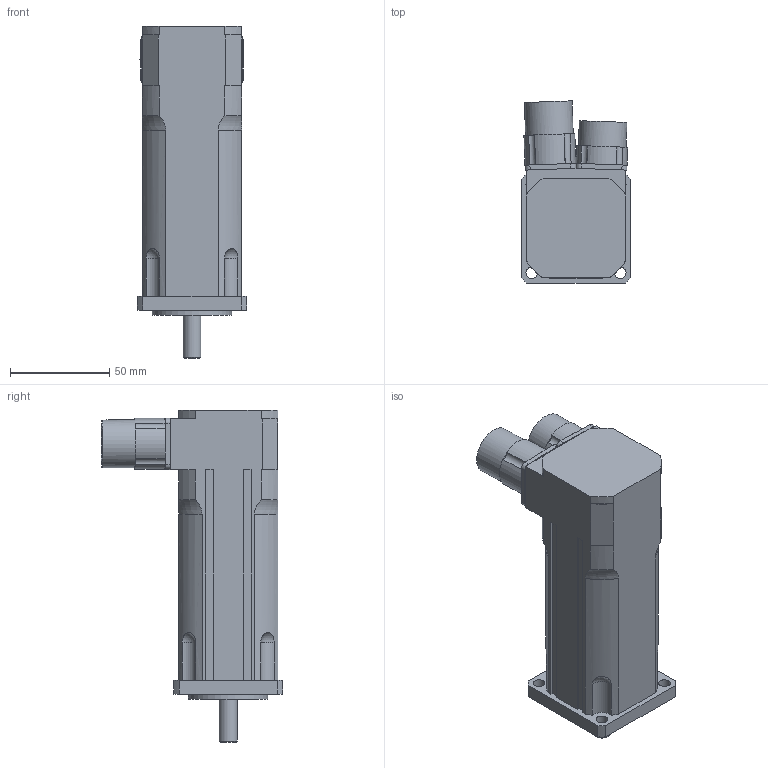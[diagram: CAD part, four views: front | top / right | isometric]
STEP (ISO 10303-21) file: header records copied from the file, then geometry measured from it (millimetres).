
FILE_DESCRIPTION((''),'2;1');
FILE_NAME('T2000 00_0080 Z.stp','2008-01-30T11:12:51',('oslejsek'),(''),'Autodesk Inventor 10','Autodesk Inventor 10','');
FILE_SCHEMA(('AUTOMOTIVE_DESIGN { 1 0 10303 214 1 1 1 1 }'));
Length unit declared in the file: millimetre
Products named in the file (4): T2000 00_0080 Z; T2000 00_0080; Konektor_rovny_mot; Konektor_rovny_res
Assembly tree (3 placements, depth 2):
  T2000 00_0080 Z
    T2000 00_0080
    Konektor_rovny_mot
    Konektor_rovny_res
Bounding box: 55 x 91.45 x 167 mm (x, y, z)
Volume: 348866.4 mm3; surface area: 45682.4 mm2
Topology: 3 solids, 3 shells, 161 faces, 420 edges, 271 vertices
Faces by surface type: plane 85, cylinder 59, bspline 8, sphere 4, torus 4, cone 1
Full cylindrical faces by diameter (mm): 2.7 x8, 9 x1, 20 x2, 24 x2, 26 x1, 40 x1
Entity records: 5334 total; most frequent: CARTESIAN_POINT 1253, DIRECTION 879, ORIENTED_EDGE 780, EDGE_CURVE 390, AXIS2_PLACEMENT_3D 341, VERTEX_POINT 263, EDGE_LOOP 217, VECTOR 197
